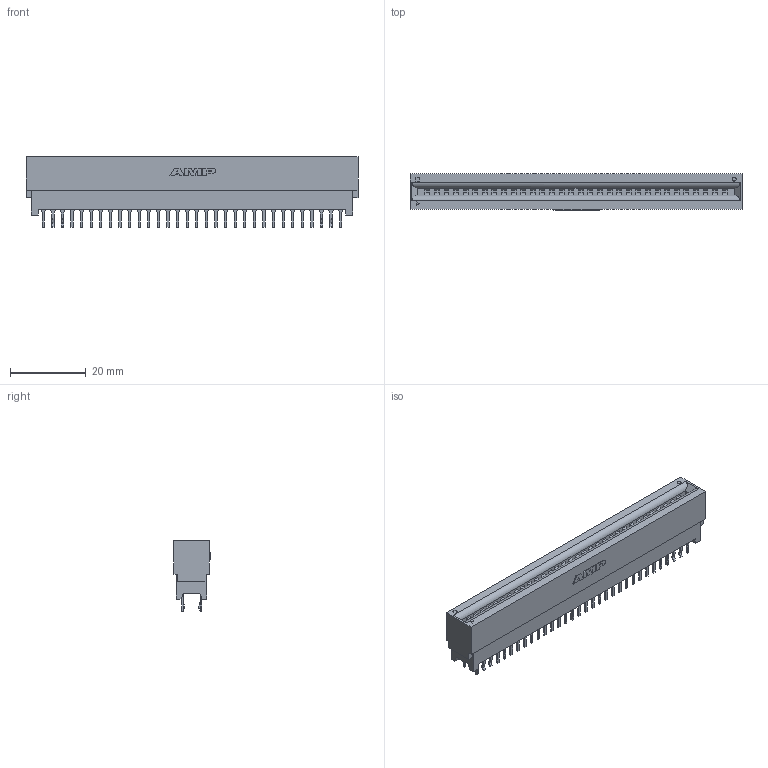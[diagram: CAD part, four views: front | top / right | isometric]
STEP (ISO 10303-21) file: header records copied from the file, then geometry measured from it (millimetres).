
FILE_DESCRIPTION((''),'2;1');
FILE_NAME('C-1761469-1','2012-07-24T',('workeradm'),('Tyco Electronics Ltd.'),'PRO/ENGINEER BY PARAMETRIC TECHNOLOGY CORPORATION, 2010430','PRO/ENGINEER BY PARAMETRIC TECHNOLOGY CORPORATION, 2010430','');
FILE_SCHEMA(('AUTOMOTIVE_DESIGN { 1 0 10303 214 1 1 1 1 }'));
Length unit declared in the file: millimetre
Products named in the file (1): C-1761469-1
Bounding box: 87.88 x 9.55 x 18.73 mm (x, y, z)
Volume: 9760.3 mm3; surface area: 6610.1 mm2
Topology: 1 solids, 1 shells, 859 faces, 2348 edges, 1564 vertices
Faces by surface type: plane 692, cylinder 165, extrusion 2
Entity records: 27491 total; most frequent: CARTESIAN_POINT 4837, ORIENTED_EDGE 4696, DIRECTION 4382, EDGE_CURVE 2348, VECTOR 2016, LINE 2014, VERTEX_POINT 1564, AXIS2_PLACEMENT_3D 1183
